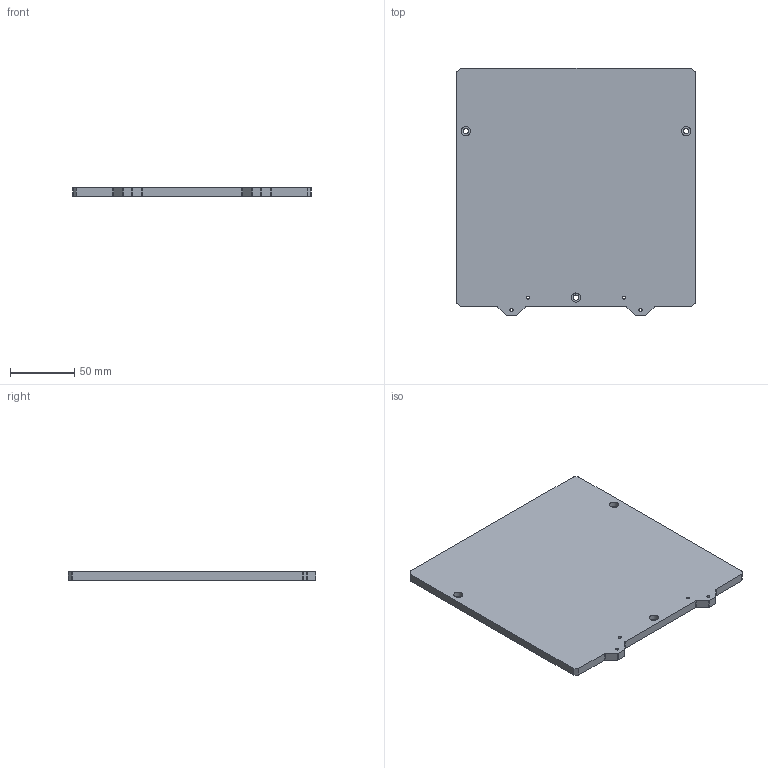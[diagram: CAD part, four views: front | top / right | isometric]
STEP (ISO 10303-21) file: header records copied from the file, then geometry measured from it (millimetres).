
FILE_DESCRIPTION(/* description */ (''),/* implementation_level */ '2;1');
FILE_NAME(/* name */ '185_Mini-V_MIC-6_Bed_v3.step',/* time_stamp */ '2024-09-23T17:01:33-05:00',/* author */ (''),/* organization */ (''),/* preprocessor_version */ 'ST-DEVELOPER v20',/* originating_system */ 'Autodesk Translation Framework v13.14.0.145',/* authorisation */ '');
FILE_SCHEMA (('AUTOMOTIVE_DESIGN { 1 0 10303 214 3 1 1 }'));
Length unit declared in the file: centimetre
Products named in the file (1): 185 Micron TinyT Mandala Mag Bed
Bounding box: 185.6 x 192.8 x 6.35 mm (x, y, z)
Volume: 219251.7 mm3; surface area: 74474.4 mm2
Topology: 1 solids, 1 shells, 45 faces, 120 edges, 80 vertices
Faces by surface type: cylinder 24, plane 21
Full cylindrical faces by diameter (mm): 2.459 x4, 4.1 x3, 7.22 x3
Entity records: 1490 total; most frequent: DIRECTION 260, CARTESIAN_POINT 246, ORIENTED_EDGE 240, EDGE_CURVE 120, AXIS2_PLACEMENT_3D 94, VERTEX_POINT 80, LINE 72, VECTOR 72
